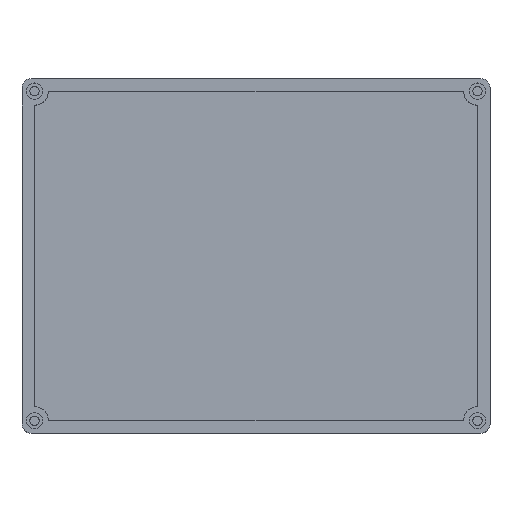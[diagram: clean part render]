
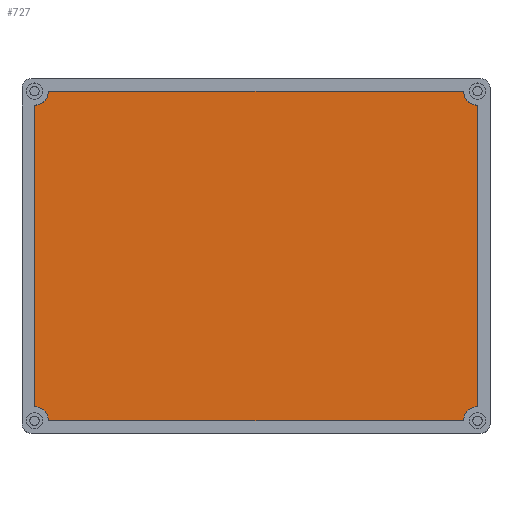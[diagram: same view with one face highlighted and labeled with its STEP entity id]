
A CAD part, top view. The second image highlights one B-rep face of the part: STEP entity #727.
In plain terms, the highlighted planar face has unit normal (0, 0, 1).
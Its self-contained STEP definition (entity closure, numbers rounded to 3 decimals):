
#70=CIRCLE('',#797,4.5);
#72=CIRCLE('',#801,4.5);
#78=CIRCLE('',#812,4.5);
#80=CIRCLE('',#816,4.5);
#127=FACE_OUTER_BOUND('',#184,.T.);
#184=EDGE_LOOP('',(#607,#608,#609,#610,#611,#612,#613,#614));
#219=LINE('',#1166,#275);
#224=LINE('',#1180,#280);
#233=LINE('',#1214,#289);
#237=LINE('',#1225,#293);
#275=VECTOR('',#950,10.);
#280=VECTOR('',#963,10.);
#289=VECTOR('',#1002,10.);
#293=VECTOR('',#1014,10.);
#339=VERTEX_POINT('',#1164);
#340=VERTEX_POINT('',#1165);
#343=VERTEX_POINT('',#1173);
#345=VERTEX_POINT('',#1179);
#347=VERTEX_POINT('',#1185);
#353=VERTEX_POINT('',#1207);
#355=VERTEX_POINT('',#1213);
#357=VERTEX_POINT('',#1219);
#415=EDGE_CURVE('',#339,#340,#219,.T.);
#419=EDGE_CURVE('',#343,#339,#70,.T.);
#422=EDGE_CURVE('',#345,#343,#224,.T.);
#425=EDGE_CURVE('',#347,#345,#72,.T.);
#436=EDGE_CURVE('',#340,#353,#78,.T.);
#439=EDGE_CURVE('',#353,#355,#233,.T.);
#442=EDGE_CURVE('',#355,#357,#80,.T.);
#445=EDGE_CURVE('',#357,#347,#237,.T.);
#607=ORIENTED_EDGE('',*,*,#425,.T.);
#608=ORIENTED_EDGE('',*,*,#422,.T.);
#609=ORIENTED_EDGE('',*,*,#419,.T.);
#610=ORIENTED_EDGE('',*,*,#415,.T.);
#611=ORIENTED_EDGE('',*,*,#436,.T.);
#612=ORIENTED_EDGE('',*,*,#439,.T.);
#613=ORIENTED_EDGE('',*,*,#442,.T.);
#614=ORIENTED_EDGE('',*,*,#445,.T.);
#684=PLANE('',#824);
#727=ADVANCED_FACE('',(#127),#684,.T.);
#797=AXIS2_PLACEMENT_3D('',#1174,#956,#957);
#801=AXIS2_PLACEMENT_3D('',#1186,#968,#969);
#812=AXIS2_PLACEMENT_3D('',#1208,#995,#996);
#816=AXIS2_PLACEMENT_3D('',#1220,#1007,#1008);
#824=AXIS2_PLACEMENT_3D('',#1244,#1030,#1031);
#950=DIRECTION('',(-1.,0.,0.));
#956=DIRECTION('center_axis',(0.,0.,-1.));
#957=DIRECTION('ref_axis',(-1.,0.,0.));
#963=DIRECTION('',(0.,1.,0.));
#968=DIRECTION('center_axis',(0.,0.,-1.));
#969=DIRECTION('ref_axis',(0.,1.,0.));
#995=DIRECTION('center_axis',(0.,0.,-1.));
#996=DIRECTION('ref_axis',(0.,-1.,0.));
#1002=DIRECTION('',(0.,-1.,0.));
#1007=DIRECTION('center_axis',(0.,0.,-1.));
#1008=DIRECTION('ref_axis',(1.,0.,0.));
#1014=DIRECTION('',(1.,0.,0.));
#1030=DIRECTION('center_axis',(0.,0.,1.));
#1031=DIRECTION('ref_axis',(1.,0.,0.));
#1164=CARTESIAN_POINT('',(66.5,52.83,1.));
#1165=CARTESIAN_POINT('',(-66.5,52.83,1.));
#1166=CARTESIAN_POINT('',(-33.25,52.83,1.));
#1173=CARTESIAN_POINT('',(71.,48.33,1.));
#1174=CARTESIAN_POINT('Origin',(71.,52.83,1.));
#1179=CARTESIAN_POINT('',(71.,-48.33,1.));
#1180=CARTESIAN_POINT('',(71.,24.165,1.));
#1185=CARTESIAN_POINT('',(66.5,-52.83,1.));
#1186=CARTESIAN_POINT('Origin',(71.,-52.83,1.));
#1207=CARTESIAN_POINT('',(-71.,48.33,1.));
#1208=CARTESIAN_POINT('Origin',(-71.,52.83,1.));
#1213=CARTESIAN_POINT('',(-71.,-48.33,1.));
#1214=CARTESIAN_POINT('',(-71.,-24.165,1.));
#1219=CARTESIAN_POINT('',(-66.5,-52.83,1.));
#1220=CARTESIAN_POINT('Origin',(-71.,-52.83,1.));
#1225=CARTESIAN_POINT('',(33.25,-52.83,1.));
#1244=CARTESIAN_POINT('Origin',(0.,0.,1.));
